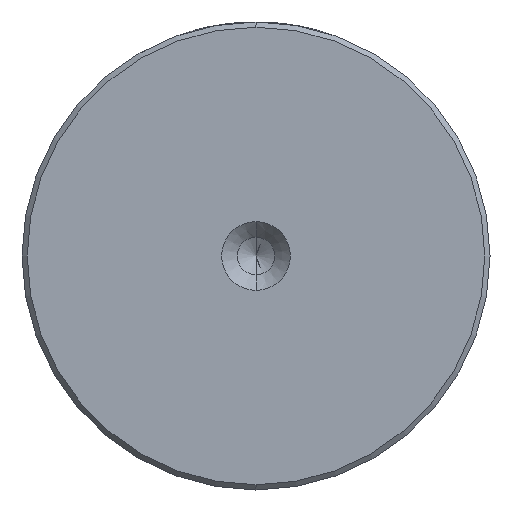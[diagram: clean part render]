
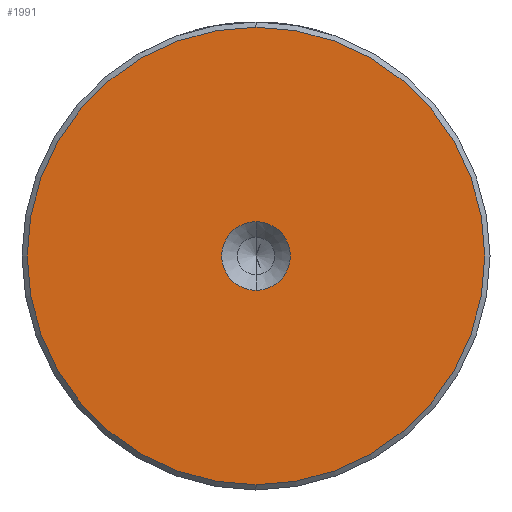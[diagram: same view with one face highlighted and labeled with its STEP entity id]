
A CAD part, left-side view. The second image highlights one B-rep face of the part: STEP entity #1991.
In plain terms, the highlighted planar face has unit normal (-1, 0, 0).
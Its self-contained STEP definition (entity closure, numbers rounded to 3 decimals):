
#26 = EDGE_LOOP ( 'NONE', ( #2274, #1477 ) ) ;
#66 = EDGE_CURVE ( 'NONE', #2059, #429, #2075, .T. ) ;
#169 = EDGE_CURVE ( 'NONE', #1923, #2915, #2475, .T. ) ;
#211 = CIRCLE ( 'NONE', #740, 3.3 ) ;
#429 = VERTEX_POINT ( 'NONE', #2644 ) ;
#467 = DIRECTION ( 'NONE',  ( -1., 0., 0. ) ) ;
#539 = CARTESIAN_POINT ( 'NONE',  ( 0., 0., 0. ) ) ;
#553 = AXIS2_PLACEMENT_3D ( 'NONE', #539, #1006, #2647 ) ;
#564 = EDGE_CURVE ( 'NONE', #2915, #1923, #1601, .T. ) ;
#740 = AXIS2_PLACEMENT_3D ( 'NONE', #930, #2575, #1182 ) ;
#930 = CARTESIAN_POINT ( 'NONE',  ( 0., 0., 0. ) ) ;
#1006 = DIRECTION ( 'NONE',  ( -1., 0., 0. ) ) ;
#1083 = AXIS2_PLACEMENT_3D ( 'NONE', #1898, #467, #2120 ) ;
#1150 = CARTESIAN_POINT ( 'NONE',  ( 0., 0., -22. ) ) ;
#1164 = FACE_OUTER_BOUND ( 'NONE', #26, .T. ) ;
#1182 = DIRECTION ( 'NONE',  ( 0., 0., 1. ) ) ;
#1352 = CARTESIAN_POINT ( 'NONE',  ( 0., 0., 0. ) ) ;
#1389 = DIRECTION ( 'NONE',  ( -1., 0., 0. ) ) ;
#1477 = ORIENTED_EDGE ( 'NONE', *, *, #169, .T. ) ;
#1583 = DIRECTION ( 'NONE',  ( 0., 0., 1. ) ) ;
#1601 = CIRCLE ( 'NONE', #2894, 22. ) ;
#1713 = CARTESIAN_POINT ( 'NONE',  ( 0., 0., 22. ) ) ;
#1719 = PLANE ( 'NONE',  #553 ) ;
#1853 = ORIENTED_EDGE ( 'NONE', *, *, #66, .F. ) ;
#1898 = CARTESIAN_POINT ( 'NONE',  ( 0., 0., 0. ) ) ;
#1923 = VERTEX_POINT ( 'NONE', #1713 ) ;
#1991 = ADVANCED_FACE ( 'NONE', ( #1164, #2950 ), #1719, .T. ) ;
#2059 = VERTEX_POINT ( 'NONE', #2436 ) ;
#2075 = CIRCLE ( 'NONE', #2271, 3.3 ) ;
#2120 = DIRECTION ( 'NONE',  ( 0., 0., 1. ) ) ;
#2202 = ORIENTED_EDGE ( 'NONE', *, *, #2457, .F. ) ;
#2271 = AXIS2_PLACEMENT_3D ( 'NONE', #2781, #1389, #2991 ) ;
#2274 = ORIENTED_EDGE ( 'NONE', *, *, #564, .T. ) ;
#2436 = CARTESIAN_POINT ( 'NONE',  ( 0., 0., -3.3 ) ) ;
#2457 = EDGE_CURVE ( 'NONE', #429, #2059, #211, .T. ) ;
#2475 = CIRCLE ( 'NONE', #1083, 22. ) ;
#2555 = EDGE_LOOP ( 'NONE', ( #2202, #1853 ) ) ;
#2575 = DIRECTION ( 'NONE',  ( -1., 0., 0. ) ) ;
#2644 = CARTESIAN_POINT ( 'NONE',  ( 0., 0., 3.3 ) ) ;
#2647 = DIRECTION ( 'NONE',  ( 0., 0., 1. ) ) ;
#2781 = CARTESIAN_POINT ( 'NONE',  ( 0., 0., 0. ) ) ;
#2894 = AXIS2_PLACEMENT_3D ( 'NONE', #1352, #2959, #1583 ) ;
#2915 = VERTEX_POINT ( 'NONE', #1150 ) ;
#2950 = FACE_BOUND ( 'NONE', #2555, .T. ) ;
#2959 = DIRECTION ( 'NONE',  ( -1., 0., 0. ) ) ;
#2991 = DIRECTION ( 'NONE',  ( 0., 0., 1. ) ) ;
